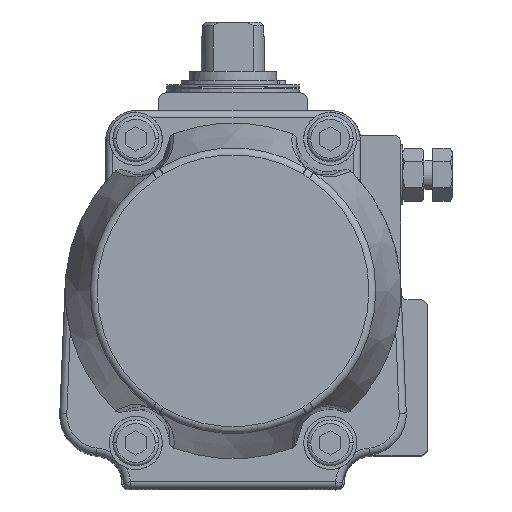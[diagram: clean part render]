
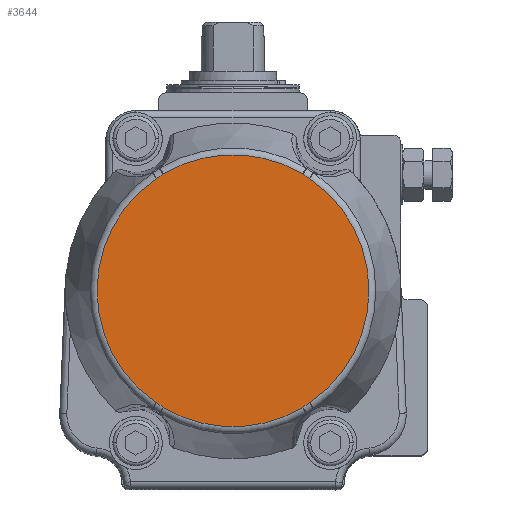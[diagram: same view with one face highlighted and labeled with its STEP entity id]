
A CAD part, top view. The second image highlights one B-rep face of the part: STEP entity #3644.
In plain terms, the highlighted planar face has unit normal (0, 0, 1).
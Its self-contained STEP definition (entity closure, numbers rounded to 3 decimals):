
#2793 = EDGE_CURVE ( 'NONE', #38264, #38380, #44452, .T. ) ;
#2959 = B_SPLINE_CURVE_WITH_KNOTS ( 'NONE', 3,
 ( #52484, #52485, #52490, #52491 ),
 .UNSPECIFIED., .F., .F.,
 ( 4, 4 ),
 ( 0., 1. ),
 .UNSPECIFIED. ) ;
#2978 = B_SPLINE_CURVE_WITH_KNOTS ( 'NONE', 3,
 ( #52260, #52262, #52276, #52277 ),
 .UNSPECIFIED., .F., .F.,
 ( 4, 4 ),
 ( 0., 1. ),
 .UNSPECIFIED. ) ;
#2985 = B_SPLINE_CURVE_WITH_KNOTS ( 'NONE', 3,
 ( #52249, #52204, #52251, #52252 ),
 .UNSPECIFIED., .F., .F.,
 ( 4, 4 ),
 ( 0., 1. ),
 .UNSPECIFIED. ) ;
#3474 = EDGE_CURVE ( 'NONE', #38432, #23686, #16386, .T. ) ;
#3477 = EDGE_CURVE ( 'NONE', #23686, #27052, #22362, .T. ) ;
#3644 = ADVANCED_FACE ( 'NONE', ( #48872 ), #48886, .T. ) ;
#3730 = EDGE_LOOP ( 'NONE', ( #7459, #22074, #22014, #22105, #22125, #21967, #21897, #22060 ) ) ;
#7459 = ORIENTED_EDGE ( 'NONE', *, *, #16852, .F. ) ;
#16386 = B_SPLINE_CURVE_WITH_KNOTS ( 'NONE', 3,
 ( #25148, #25147, #25128, #25149 ),
 .UNSPECIFIED., .F., .F.,
 ( 4, 4 ),
 ( 0., 1. ),
 .UNSPECIFIED. ) ;
#16848 = EDGE_CURVE ( 'NONE', #38359, #38276, #2985, .T. ) ;
#16852 = EDGE_CURVE ( 'NONE', #27052, #38264, #2978, .T. ) ;
#16878 = EDGE_CURVE ( 'NONE', #38276, #38432, #23920, .T. ) ;
#16882 = EDGE_CURVE ( 'NONE', #38531, #38359, #23928, .T. ) ;
#16890 = EDGE_CURVE ( 'NONE', #38380, #38531, #2959, .T. ) ;
#20776 = CARTESIAN_POINT ( 'NONE',  ( 0., 0., 119.5 ) ) ;
#20777 = DIRECTION ( 'NONE',  ( 0., 0., -1. ) ) ;
#20779 = DIRECTION ( 'NONE',  ( -0.565, -0.825, 0. ) ) ;
#21897 = ORIENTED_EDGE ( 'NONE', *, *, #16890, .F. ) ;
#21967 = ORIENTED_EDGE ( 'NONE', *, *, #16882, .F. ) ;
#22014 = ORIENTED_EDGE ( 'NONE', *, *, #3474, .F. ) ;
#22060 = ORIENTED_EDGE ( 'NONE', *, *, #2793, .F. ) ;
#22074 = ORIENTED_EDGE ( 'NONE', *, *, #3477, .F. ) ;
#22105 = ORIENTED_EDGE ( 'NONE', *, *, #16878, .F. ) ;
#22125 = ORIENTED_EDGE ( 'NONE', *, *, #16848, .F. ) ;
#22357 = AXIS2_PLACEMENT_3D ( 'NONE', #25156, #25157, #25158 ) ;
#22362 = CIRCLE ( 'NONE', #22357, 38.458 ) ;
#22853 = AXIS2_PLACEMENT_3D ( 'NONE', #48896, #48897, #48898 ) ;
#23686 = VERTEX_POINT ( 'NONE', #52766 ) ;
#23920 = CIRCLE ( 'NONE', #23925, 38.458 ) ;
#23925 = AXIS2_PLACEMENT_3D ( 'NONE', #52369, #52370, #52371 ) ;
#23928 = CIRCLE ( 'NONE', #23929, 38.458 ) ;
#23929 = AXIS2_PLACEMENT_3D ( 'NONE', #52382, #52383, #52384 ) ;
#25128 = CARTESIAN_POINT ( 'NONE',  ( 20.331, -32.536, 119.5 ) ) ;
#25147 = CARTESIAN_POINT ( 'NONE',  ( 21.008, -32.103, 119.5 ) ) ;
#25148 = CARTESIAN_POINT ( 'NONE',  ( 21.72, -31.738, 119.5 ) ) ;
#25149 = CARTESIAN_POINT ( 'NONE',  ( 19.701, -33.029, 119.5 ) ) ;
#25156 = CARTESIAN_POINT ( 'NONE',  ( 0., 0., 119.5 ) ) ;
#25157 = DIRECTION ( 'NONE',  ( 0., 0., -1. ) ) ;
#25158 = DIRECTION ( 'NONE',  ( 0.512, -0.859, 0. ) ) ;
#27052 = VERTEX_POINT ( 'NONE', #31279 ) ;
#31279 = CARTESIAN_POINT ( 'NONE',  ( -19.701, -33.029, 119.5 ) ) ;
#31459 = CARTESIAN_POINT ( 'NONE',  ( -21.72, -31.738, 119.5 ) ) ;
#31471 = CARTESIAN_POINT ( 'NONE',  ( 21.72, 31.738, 119.5 ) ) ;
#31554 = CARTESIAN_POINT ( 'NONE',  ( 19.701, 33.029, 119.5 ) ) ;
#31575 = CARTESIAN_POINT ( 'NONE',  ( -21.72, 31.738, 119.5 ) ) ;
#31627 = CARTESIAN_POINT ( 'NONE',  ( 21.72, -31.738, 119.5 ) ) ;
#31726 = CARTESIAN_POINT ( 'NONE',  ( -19.701, 33.029, 119.5 ) ) ;
#38264 = VERTEX_POINT ( 'NONE', #31459 ) ;
#38276 = VERTEX_POINT ( 'NONE', #31471 ) ;
#38359 = VERTEX_POINT ( 'NONE', #31554 ) ;
#38380 = VERTEX_POINT ( 'NONE', #31575 ) ;
#38432 = VERTEX_POINT ( 'NONE', #31627 ) ;
#38531 = VERTEX_POINT ( 'NONE', #31726 ) ;
#44452 = CIRCLE ( 'NONE', #44460, 38.458 ) ;
#44460 = AXIS2_PLACEMENT_3D ( 'NONE', #20776, #20777, #20779 ) ;
#48872 = FACE_OUTER_BOUND ( 'NONE', #3730, .T. ) ;
#48886 = PLANE ( 'NONE',  #22853 ) ;
#48896 = CARTESIAN_POINT ( 'NONE',  ( 0., 0., 119.5 ) ) ;
#48897 = DIRECTION ( 'NONE',  ( 0., 0., 1. ) ) ;
#48898 = DIRECTION ( 'NONE',  ( -1., 0., 0. ) ) ;
#52204 = CARTESIAN_POINT ( 'NONE',  ( 20.331, 32.536, 119.5 ) ) ;
#52249 = CARTESIAN_POINT ( 'NONE',  ( 19.701, 33.029, 119.5 ) ) ;
#52251 = CARTESIAN_POINT ( 'NONE',  ( 21.008, 32.103, 119.5 ) ) ;
#52252 = CARTESIAN_POINT ( 'NONE',  ( 21.72, 31.738, 119.5 ) ) ;
#52260 = CARTESIAN_POINT ( 'NONE',  ( -19.701, -33.029, 119.5 ) ) ;
#52262 = CARTESIAN_POINT ( 'NONE',  ( -20.331, -32.536, 119.5 ) ) ;
#52276 = CARTESIAN_POINT ( 'NONE',  ( -21.008, -32.103, 119.5 ) ) ;
#52277 = CARTESIAN_POINT ( 'NONE',  ( -21.72, -31.738, 119.5 ) ) ;
#52369 = CARTESIAN_POINT ( 'NONE',  ( 0., 0., 119.5 ) ) ;
#52370 = DIRECTION ( 'NONE',  ( 0., 0., -1. ) ) ;
#52371 = DIRECTION ( 'NONE',  ( 0.565, 0.825, 0. ) ) ;
#52382 = CARTESIAN_POINT ( 'NONE',  ( 0., 0., 119.5 ) ) ;
#52383 = DIRECTION ( 'NONE',  ( 0., 0., -1. ) ) ;
#52384 = DIRECTION ( 'NONE',  ( -0.512, 0.859, 0. ) ) ;
#52484 = CARTESIAN_POINT ( 'NONE',  ( -21.72, 31.738, 119.5 ) ) ;
#52485 = CARTESIAN_POINT ( 'NONE',  ( -21.008, 32.103, 119.5 ) ) ;
#52490 = CARTESIAN_POINT ( 'NONE',  ( -20.331, 32.536, 119.5 ) ) ;
#52491 = CARTESIAN_POINT ( 'NONE',  ( -19.701, 33.029, 119.5 ) ) ;
#52766 = CARTESIAN_POINT ( 'NONE',  ( 19.701, -33.029, 119.5 ) ) ;
